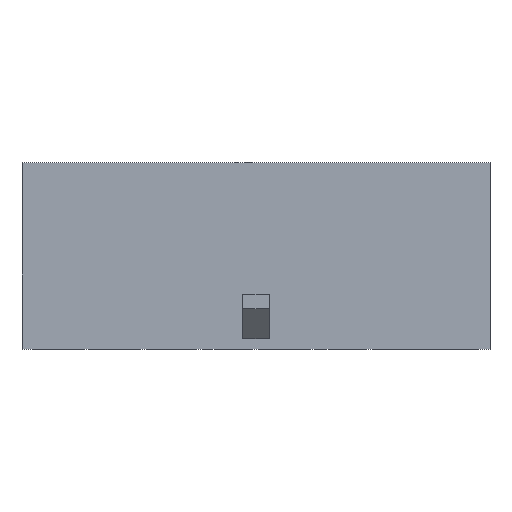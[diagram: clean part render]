
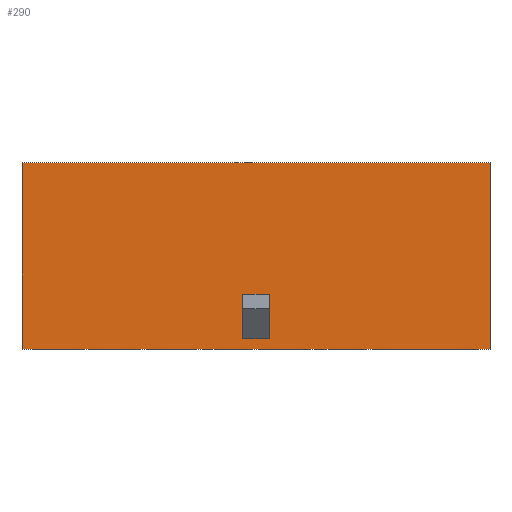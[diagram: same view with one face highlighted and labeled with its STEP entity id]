
A CAD part, top view. The second image highlights one B-rep face of the part: STEP entity #290.
In plain terms, the highlighted planar face has unit normal (0, 0, 1).
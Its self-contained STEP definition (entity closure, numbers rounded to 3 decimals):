
#290=ADVANCED_FACE('',(#746,#747),#520,.T.);
#520=PLANE('',#4057);
#746=FACE_BOUND('',#789,.T.);
#747=FACE_BOUND('',#790,.T.);
#789=EDGE_LOOP('',(#1106,#1107,#1108,#1109));
#790=EDGE_LOOP('',(#1110,#1111,#1112,#1113));
#1106=ORIENTED_EDGE('',*,*,#2525,.T.);
#1107=ORIENTED_EDGE('',*,*,#2471,.T.);
#1108=ORIENTED_EDGE('',*,*,#2526,.T.);
#1109=ORIENTED_EDGE('',*,*,#2527,.T.);
#1110=ORIENTED_EDGE('',*,*,#2528,.T.);
#1111=ORIENTED_EDGE('',*,*,#2529,.T.);
#1112=ORIENTED_EDGE('',*,*,#2530,.F.);
#1113=ORIENTED_EDGE('',*,*,#2531,.F.);
#2133=VERTEX_POINT('',#5338);
#2134=VERTEX_POINT('',#5340);
#2184=VERTEX_POINT('',#5526);
#2185=VERTEX_POINT('',#5528);
#2186=VERTEX_POINT('',#5531);
#2187=VERTEX_POINT('',#5532);
#2188=VERTEX_POINT('',#5534);
#2189=VERTEX_POINT('',#5536);
#2471=EDGE_CURVE('',#2134,#2133,#3013,.T.);
#2525=EDGE_CURVE('',#2184,#2134,#3057,.T.);
#2526=EDGE_CURVE('',#2133,#2185,#3058,.T.);
#2527=EDGE_CURVE('',#2185,#2184,#3059,.T.);
#2528=EDGE_CURVE('',#2186,#2187,#3060,.T.);
#2529=EDGE_CURVE('',#2187,#2188,#3061,.T.);
#2530=EDGE_CURVE('',#2189,#2188,#3062,.T.);
#2531=EDGE_CURVE('',#2186,#2189,#3063,.T.);
#3013=LINE('',#5339,#3537);
#3057=LINE('',#5525,#3581);
#3058=LINE('',#5527,#3582);
#3059=LINE('',#5529,#3583);
#3060=LINE('',#5530,#3584);
#3061=LINE('',#5533,#3585);
#3062=LINE('',#5535,#3586);
#3063=LINE('',#5537,#3587);
#3537=VECTOR('',#4308,1.);
#3581=VECTOR('',#4376,1.);
#3582=VECTOR('',#4377,1.);
#3583=VECTOR('',#4378,1.);
#3584=VECTOR('',#4379,1.);
#3585=VECTOR('',#4380,1.);
#3586=VECTOR('',#4381,1.);
#3587=VECTOR('',#4382,1.);
#4057=AXIS2_PLACEMENT_3D('',#5538,#4383,#4384);
#4308=DIRECTION('',(1.,0.,0.));
#4376=DIRECTION('',(0.,-1.,0.));
#4377=DIRECTION('',(0.,1.,0.));
#4378=DIRECTION('',(-1.,0.,0.));
#4379=DIRECTION('',(-1.,0.,0.));
#4380=DIRECTION('',(0.,1.,0.));
#4381=DIRECTION('',(-1.,0.,0.));
#4382=DIRECTION('',(0.,1.,0.));
#4383=DIRECTION('',(0.,0.,1.));
#4384=DIRECTION('',(1.,0.,0.));
#5338=CARTESIAN_POINT('',(12.425,-4.955,3.86));
#5339=CARTESIAN_POINT('',(-12.425,-4.955,3.86));
#5340=CARTESIAN_POINT('',(-12.425,-4.955,3.86));
#5525=CARTESIAN_POINT('',(-12.425,4.955,3.86));
#5526=CARTESIAN_POINT('',(-12.425,4.955,3.86));
#5527=CARTESIAN_POINT('',(12.425,-4.955,3.86));
#5528=CARTESIAN_POINT('',(12.425,4.955,3.86));
#5529=CARTESIAN_POINT('',(12.425,4.955,3.86));
#5530=CARTESIAN_POINT('',(0.7,-4.395,3.86));
#5531=CARTESIAN_POINT('',(0.7,-4.395,3.86));
#5532=CARTESIAN_POINT('',(-0.7,-4.395,3.86));
#5533=CARTESIAN_POINT('',(-0.7,-4.395,3.86));
#5534=CARTESIAN_POINT('',(-0.7,-2.035,3.86));
#5535=CARTESIAN_POINT('',(0.7,-2.035,3.86));
#5536=CARTESIAN_POINT('',(0.7,-2.035,3.86));
#5537=CARTESIAN_POINT('',(0.7,-4.395,3.86));
#5538=CARTESIAN_POINT('',(0.,0.,3.86));
